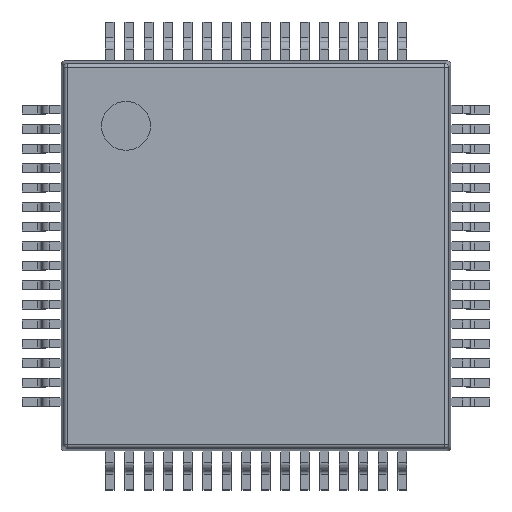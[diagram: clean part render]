
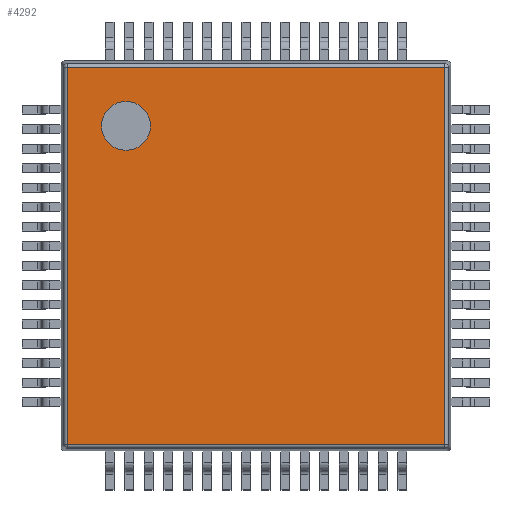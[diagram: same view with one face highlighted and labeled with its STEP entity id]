
A CAD part, top view. The second image highlights one B-rep face of the part: STEP entity #4292.
In plain terms, the highlighted planar face has unit normal (0, 0, 1).
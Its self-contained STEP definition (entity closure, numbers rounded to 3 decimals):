
#3501 = CYLINDRICAL_SURFACE('',#3502,0.1);
#3502 = AXIS2_PLACEMENT_3D('',#3503,#3504,#3505);
#3503 = CARTESIAN_POINT('',(0.166,0.076,1.5));
#3504 = DIRECTION('',(0.,1.,0.));
#3505 = DIRECTION('',(-0.995,0.,0.105));
#3622 = CYLINDRICAL_SURFACE('',#3623,0.1);
#3623 = AXIS2_PLACEMENT_3D('',#3624,#3625,#3626);
#3624 = CARTESIAN_POINT('',(0.076,0.166,1.5));
#3625 = DIRECTION('',(1.,0.,0.));
#3626 = DIRECTION('',(0.,-0.995,0.105));
#3743 = CYLINDRICAL_SURFACE('',#3744,0.1);
#3744 = AXIS2_PLACEMENT_3D('',#3745,#3746,#3747);
#3745 = CARTESIAN_POINT('',(0.076,9.834,1.5));
#3746 = DIRECTION('',(1.,0.,0.));
#3747 = DIRECTION('',(0.,0.995,0.105));
#3819 = CYLINDRICAL_SURFACE('',#3820,0.1);
#3820 = AXIS2_PLACEMENT_3D('',#3821,#3822,#3823);
#3821 = CARTESIAN_POINT('',(9.834,0.076,1.5));
#3822 = DIRECTION('',(0.,1.,0.));
#3823 = DIRECTION('',(0.995,0.,0.105));
#3927 = VERTEX_POINT('',#3928);
#3928 = CARTESIAN_POINT('',(0.166,0.166,1.6));
#3956 = EDGE_CURVE('',#3927,#3957,#3959,.T.);
#3957 = VERTEX_POINT('',#3958);
#3958 = CARTESIAN_POINT('',(0.166,9.834,1.6));
#3959 = SURFACE_CURVE('',#3960,(#3964,#3971),.PCURVE_S1.);
#3960 = LINE('',#3961,#3962);
#3961 = CARTESIAN_POINT('',(0.166,0.076,1.6));
#3962 = VECTOR('',#3963,1.);
#3963 = DIRECTION('',(0.,1.,0.));
#3964 = PCURVE('',#3501,#3965);
#3965 = DEFINITIONAL_REPRESENTATION('',(#3966),#3970);
#3966 = LINE('',#3967,#3968);
#3967 = CARTESIAN_POINT('',(1.466,0.));
#3968 = VECTOR('',#3969,1.);
#3969 = DIRECTION('',(0.,1.));
#3970 = ( GEOMETRIC_REPRESENTATION_CONTEXT(2) 
PARAMETRIC_REPRESENTATION_CONTEXT() REPRESENTATION_CONTEXT('2D SPACE',''
  ) );
#3971 = PCURVE('',#3972,#3977);
#3972 = PLANE('',#3973);
#3973 = AXIS2_PLACEMENT_3D('',#3974,#3975,#3976);
#3974 = CARTESIAN_POINT('',(0.,0.,1.6));
#3975 = DIRECTION('',(0.,0.,1.));
#3976 = DIRECTION('',(1.,0.,0.));
#3977 = DEFINITIONAL_REPRESENTATION('',(#3978),#3982);
#3978 = LINE('',#3979,#3980);
#3979 = CARTESIAN_POINT('',(0.166,0.076));
#3980 = VECTOR('',#3981,1.);
#3981 = DIRECTION('',(0.,1.));
#3982 = ( GEOMETRIC_REPRESENTATION_CONTEXT(2) 
PARAMETRIC_REPRESENTATION_CONTEXT() REPRESENTATION_CONTEXT('2D SPACE',''
  ) );
#4058 = EDGE_CURVE('',#3927,#4059,#4061,.T.);
#4059 = VERTEX_POINT('',#4060);
#4060 = CARTESIAN_POINT('',(9.834,0.166,1.6));
#4061 = SURFACE_CURVE('',#4062,(#4066,#4073),.PCURVE_S1.);
#4062 = LINE('',#4063,#4064);
#4063 = CARTESIAN_POINT('',(0.076,0.166,1.6));
#4064 = VECTOR('',#4065,1.);
#4065 = DIRECTION('',(1.,0.,0.));
#4066 = PCURVE('',#3622,#4067);
#4067 = DEFINITIONAL_REPRESENTATION('',(#4068),#4072);
#4068 = LINE('',#4069,#4070);
#4069 = CARTESIAN_POINT('',(-1.466,0.));
#4070 = VECTOR('',#4071,1.);
#4071 = DIRECTION('',(0.,1.));
#4072 = ( GEOMETRIC_REPRESENTATION_CONTEXT(2) 
PARAMETRIC_REPRESENTATION_CONTEXT() REPRESENTATION_CONTEXT('2D SPACE',''
  ) );
#4073 = PCURVE('',#3972,#4074);
#4074 = DEFINITIONAL_REPRESENTATION('',(#4075),#4079);
#4075 = LINE('',#4076,#4077);
#4076 = CARTESIAN_POINT('',(0.076,0.166));
#4077 = VECTOR('',#4078,1.);
#4078 = DIRECTION('',(1.,0.));
#4079 = ( GEOMETRIC_REPRESENTATION_CONTEXT(2) 
PARAMETRIC_REPRESENTATION_CONTEXT() REPRESENTATION_CONTEXT('2D SPACE',''
  ) );
#4164 = EDGE_CURVE('',#3957,#4165,#4167,.T.);
#4165 = VERTEX_POINT('',#4166);
#4166 = CARTESIAN_POINT('',(9.834,9.834,1.6));
#4167 = SURFACE_CURVE('',#4168,(#4172,#4179),.PCURVE_S1.);
#4168 = LINE('',#4169,#4170);
#4169 = CARTESIAN_POINT('',(0.076,9.834,1.6));
#4170 = VECTOR('',#4171,1.);
#4171 = DIRECTION('',(1.,0.,0.));
#4172 = PCURVE('',#3743,#4173);
#4173 = DEFINITIONAL_REPRESENTATION('',(#4174),#4178);
#4174 = LINE('',#4175,#4176);
#4175 = CARTESIAN_POINT('',(1.466,0.));
#4176 = VECTOR('',#4177,1.);
#4177 = DIRECTION('',(0.,1.));
#4178 = ( GEOMETRIC_REPRESENTATION_CONTEXT(2) 
PARAMETRIC_REPRESENTATION_CONTEXT() REPRESENTATION_CONTEXT('2D SPACE',''
  ) );
#4179 = PCURVE('',#3972,#4180);
#4180 = DEFINITIONAL_REPRESENTATION('',(#4181),#4185);
#4181 = LINE('',#4182,#4183);
#4182 = CARTESIAN_POINT('',(0.076,9.834));
#4183 = VECTOR('',#4184,1.);
#4184 = DIRECTION('',(1.,0.));
#4185 = ( GEOMETRIC_REPRESENTATION_CONTEXT(2) 
PARAMETRIC_REPRESENTATION_CONTEXT() REPRESENTATION_CONTEXT('2D SPACE',''
  ) );
#4240 = EDGE_CURVE('',#4059,#4165,#4241,.T.);
#4241 = SURFACE_CURVE('',#4242,(#4246,#4253),.PCURVE_S1.);
#4242 = LINE('',#4243,#4244);
#4243 = CARTESIAN_POINT('',(9.834,0.076,1.6));
#4244 = VECTOR('',#4245,1.);
#4245 = DIRECTION('',(0.,1.,0.));
#4246 = PCURVE('',#3819,#4247);
#4247 = DEFINITIONAL_REPRESENTATION('',(#4248),#4252);
#4248 = LINE('',#4249,#4250);
#4249 = CARTESIAN_POINT('',(-1.466,0.));
#4250 = VECTOR('',#4251,1.);
#4251 = DIRECTION('',(0.,1.));
#4252 = ( GEOMETRIC_REPRESENTATION_CONTEXT(2) 
PARAMETRIC_REPRESENTATION_CONTEXT() REPRESENTATION_CONTEXT('2D SPACE',''
  ) );
#4253 = PCURVE('',#3972,#4254);
#4254 = DEFINITIONAL_REPRESENTATION('',(#4255),#4259);
#4255 = LINE('',#4256,#4257);
#4256 = CARTESIAN_POINT('',(9.834,0.076));
#4257 = VECTOR('',#4258,1.);
#4258 = DIRECTION('',(0.,1.));
#4259 = ( GEOMETRIC_REPRESENTATION_CONTEXT(2) 
PARAMETRIC_REPRESENTATION_CONTEXT() REPRESENTATION_CONTEXT('2D SPACE',''
  ) );
#4292 = ADVANCED_FACE('',(#4293,#4299),#3972,.T.);
#4293 = FACE_BOUND('',#4294,.T.);
#4294 = EDGE_LOOP('',(#4295,#4296,#4297,#4298));
#4295 = ORIENTED_EDGE('',*,*,#3956,.F.);
#4296 = ORIENTED_EDGE('',*,*,#4058,.T.);
#4297 = ORIENTED_EDGE('',*,*,#4240,.T.);
#4298 = ORIENTED_EDGE('',*,*,#4164,.F.);
#4299 = FACE_BOUND('',#4300,.T.);
#4300 = EDGE_LOOP('',(#4301));
#4301 = ORIENTED_EDGE('',*,*,#4302,.F.);
#4302 = EDGE_CURVE('',#4303,#4303,#4305,.T.);
#4303 = VERTEX_POINT('',#4304);
#4304 = CARTESIAN_POINT('',(2.292,8.333,1.6));
#4305 = SURFACE_CURVE('',#4306,(#4311,#4318),.PCURVE_S1.);
#4306 = CIRCLE('',#4307,0.625);
#4307 = AXIS2_PLACEMENT_3D('',#4308,#4309,#4310);
#4308 = CARTESIAN_POINT('',(1.667,8.333,1.6));
#4309 = DIRECTION('',(0.,0.,1.));
#4310 = DIRECTION('',(1.,0.,0.));
#4311 = PCURVE('',#3972,#4312);
#4312 = DEFINITIONAL_REPRESENTATION('',(#4313),#4317);
#4313 = CIRCLE('',#4314,0.625);
#4314 = AXIS2_PLACEMENT_2D('',#4315,#4316);
#4315 = CARTESIAN_POINT('',(1.667,8.333));
#4316 = DIRECTION('',(1.,0.));
#4317 = ( GEOMETRIC_REPRESENTATION_CONTEXT(2) 
PARAMETRIC_REPRESENTATION_CONTEXT() REPRESENTATION_CONTEXT('2D SPACE',''
  ) );
#4318 = PCURVE('',#4319,#4324);
#4319 = CYLINDRICAL_SURFACE('',#4320,0.625);
#4320 = AXIS2_PLACEMENT_3D('',#4321,#4322,#4323);
#4321 = CARTESIAN_POINT('',(1.667,8.333,1.5));
#4322 = DIRECTION('',(0.,0.,1.));
#4323 = DIRECTION('',(1.,0.,0.));
#4324 = DEFINITIONAL_REPRESENTATION('',(#4325),#4329);
#4325 = LINE('',#4326,#4327);
#4326 = CARTESIAN_POINT('',(0.,0.1));
#4327 = VECTOR('',#4328,1.);
#4328 = DIRECTION('',(1.,0.));
#4329 = ( GEOMETRIC_REPRESENTATION_CONTEXT(2) 
PARAMETRIC_REPRESENTATION_CONTEXT() REPRESENTATION_CONTEXT('2D SPACE',''
  ) );
